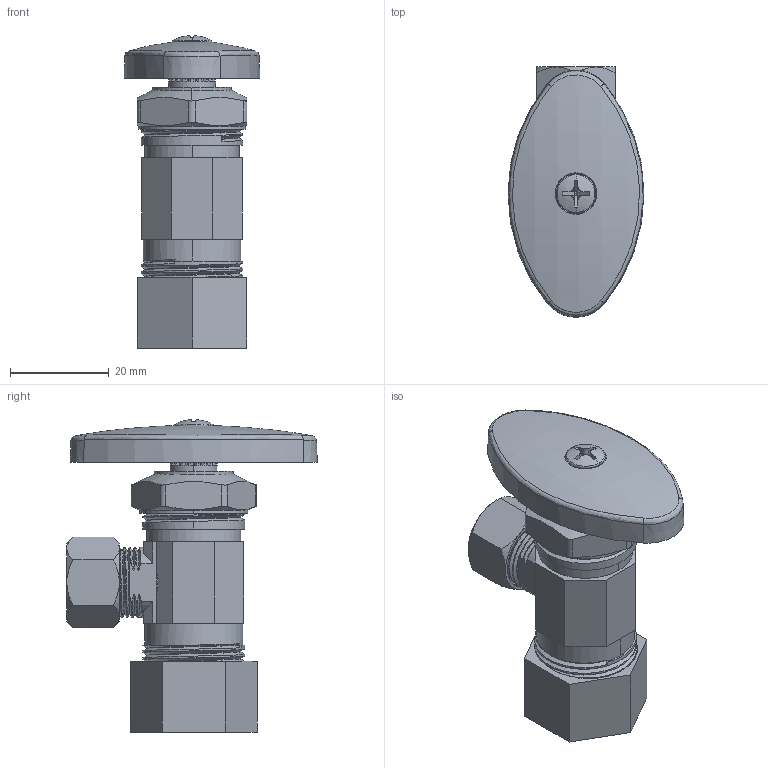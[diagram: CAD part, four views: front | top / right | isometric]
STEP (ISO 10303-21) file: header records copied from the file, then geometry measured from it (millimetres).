
FILE_DESCRIPTION((''),'2;1');
FILE_NAME('403','2021-06-14T16:09:05',('NSantos'),(''),'CREO PARAMETRIC BY PTC INC, 2018500','CREO PARAMETRIC BY PTC INC, 2018500','');
FILE_SCHEMA(('CONFIG_CONTROL_DESIGN'));
Products named in the file (1): 403
Bounding box: 27.51 x 50.66 x 63.17 mm (x, y, z)
Volume: 12172.3 mm3; surface area: 23923.3 mm2
Topology: 3 solids, 11 shells, 731 faces, 1938 edges, 1238 vertices
Faces by surface type: plane 301, cylinder 222, bspline 123, cone 71, torus 9, sphere 4, extrusion 1
Entity records: 43389 total; most frequent: CARTESIAN_POINT 26783, ORIENTED_EDGE 3821, DIRECTION 2805, EDGE_CURVE 1930, VERTEX_POINT 1238, AXIS2_PLACEMENT_3D 977, VECTOR 851, LINE 850
